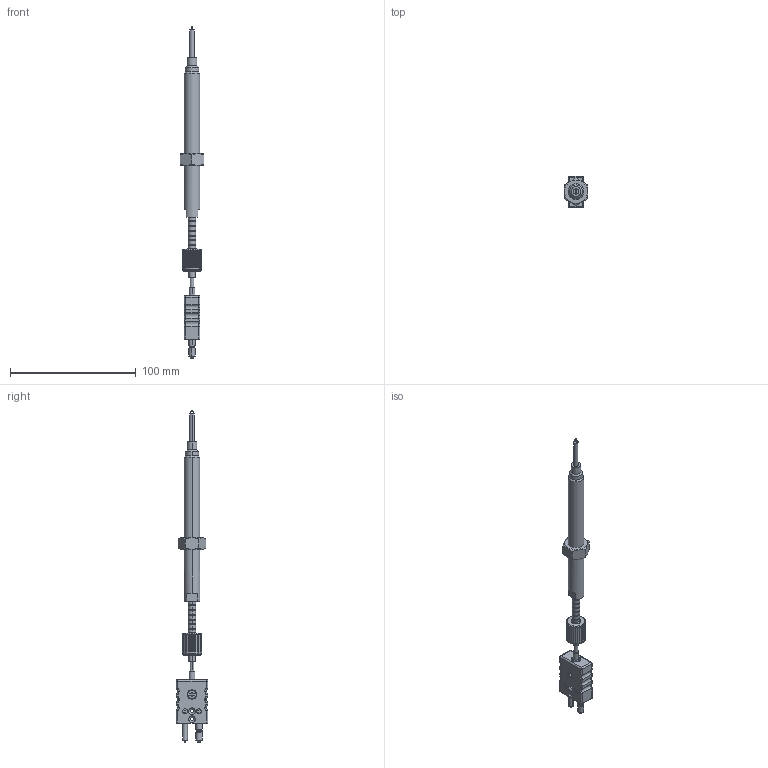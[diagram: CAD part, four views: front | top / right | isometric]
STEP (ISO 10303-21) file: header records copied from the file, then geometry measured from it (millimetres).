
FILE_DESCRIPTION (( 'STEP AP214' ), '1' );
FILE_NAME ('THMJ-MB3TA-01.STEP', '2021-06-09T00:43:31', ( '' ), ( '' ), 'SwSTEP 2.0', 'SolidWorks 2017', '' );
FILE_SCHEMA (( 'AUTOMOTIVE_DESIGN' ));
Length unit declared in the file: inch
Products named in the file (1): THMJ-MB3TA-01
Bounding box: 19.05 x 25.22 x 264.5 mm (x, y, z)
Volume: 32444.1 mm3; surface area: 13010.4 mm2
Topology: 4 solids, 4 shells, 372 faces, 930 edges, 580 vertices
Faces by surface type: plane 145, cylinder 125, bspline 74, cone 28
Entity records: 21369 total; most frequent: CARTESIAN_POINT 8111, ORIENTED_EDGE 1852, DIRECTION 1603, EDGE_CURVE 926, AXIS2_PLACEMENT_3D 621, VERTEX_POINT 580, EDGE_LOOP 398, DIMENSIONAL_EXPONENTS 378
